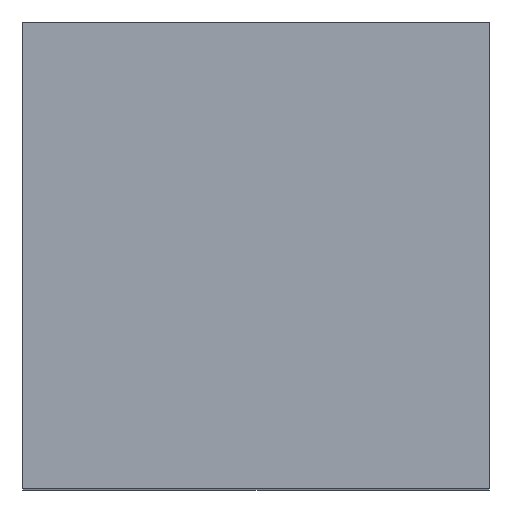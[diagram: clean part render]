
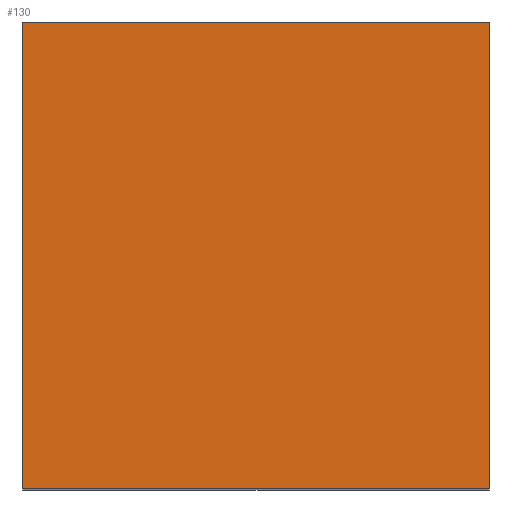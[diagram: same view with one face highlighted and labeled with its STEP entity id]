
A CAD part, top view. The second image highlights one B-rep face of the part: STEP entity #130.
In plain terms, the highlighted planar face has unit normal (0, 0, 1).
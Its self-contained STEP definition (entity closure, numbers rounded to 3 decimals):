
#21=PLANE('',#142);
#29=FACE_OUTER_BOUND('',#37,.T.);
#37=EDGE_LOOP('',(#114,#115,#116,#117));
#43=LINE('',#194,#56);
#46=LINE('',#200,#59);
#49=LINE('',#206,#62);
#52=LINE('',#210,#65);
#56=VECTOR('',#159,10.);
#59=VECTOR('',#164,10.);
#62=VECTOR('',#169,10.);
#65=VECTOR('',#174,10.);
#72=VERTEX_POINT('',#191);
#73=VERTEX_POINT('',#193);
#75=VERTEX_POINT('',#199);
#77=VERTEX_POINT('',#205);
#83=EDGE_CURVE('',#72,#73,#43,.T.);
#86=EDGE_CURVE('',#75,#73,#46,.T.);
#89=EDGE_CURVE('',#77,#75,#49,.T.);
#92=EDGE_CURVE('',#72,#77,#52,.T.);
#114=ORIENTED_EDGE('',*,*,#92,.T.);
#115=ORIENTED_EDGE('',*,*,#89,.T.);
#116=ORIENTED_EDGE('',*,*,#86,.T.);
#117=ORIENTED_EDGE('',*,*,#83,.F.);
#130=ADVANCED_FACE('',(#29),#21,.T.);
#142=AXIS2_PLACEMENT_3D('',#211,#175,#176);
#159=DIRECTION('',(0.,-1.,0.));
#164=DIRECTION('',(1.,0.,0.));
#169=DIRECTION('',(0.,-1.,0.));
#174=DIRECTION('',(-1.,0.,0.));
#175=DIRECTION('center_axis',(0.,0.,1.));
#176=DIRECTION('ref_axis',(-1.,0.,0.));
#191=CARTESIAN_POINT('',(27.341,5.75,78.));
#193=CARTESIAN_POINT('',(27.341,-5.75,78.));
#194=CARTESIAN_POINT('',(27.341,-3.75,78.));
#199=CARTESIAN_POINT('',(15.841,-5.75,78.));
#200=CARTESIAN_POINT('',(25.341,-5.75,78.));
#205=CARTESIAN_POINT('',(15.841,5.75,78.));
#206=CARTESIAN_POINT('',(15.841,-3.75,78.));
#210=CARTESIAN_POINT('',(17.841,5.75,78.));
#211=CARTESIAN_POINT('Origin',(21.591,0.,78.));
